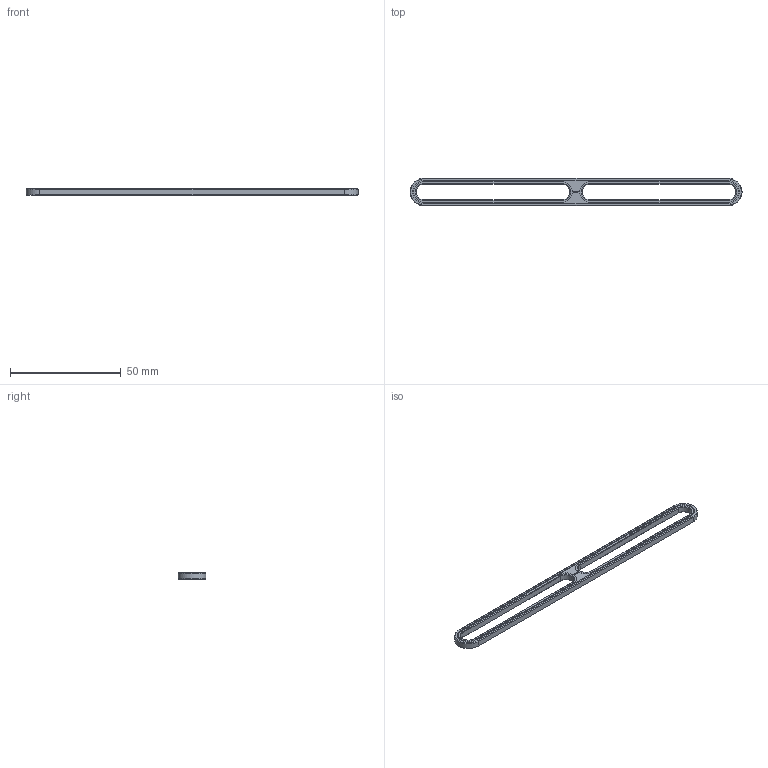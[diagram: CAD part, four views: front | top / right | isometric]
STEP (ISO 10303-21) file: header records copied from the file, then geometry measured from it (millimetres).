
FILE_DESCRIPTION(('FreeCAD Model'),'2;1');
FILE_NAME('Open CASCADE Shape Model','2023-01-08T23:20:36',(''),(''), 'Open CASCADE STEP processor 7.6','FreeCAD','Unknown');
FILE_SCHEMA(('AUTOMOTIVE_DESIGN { 1 0 10303 214 1 1 1 1 }'));
Length unit declared in the file: millimetre
Products named in the file (1): Brace STR SLT BE ERR BU12x01x00.25x06 - SPN-BRC-0317 (stemfie.org)
Bounding box: 150 x 12.5 x 3.12 mm (x, y, z)
Volume: 2681.5 mm3; surface area: 3590.3 mm2
Topology: 1 solids, 1 shells, 549 faces, 1516 edges, 1004 vertices
Faces by surface type: plane 347, extrusion 178, cone 12, cylinder 12
Entity records: 38372 total; most frequent: CARTESIAN_POINT 9415, DIRECTION 4610, VECTOR 3767, LINE 3589, ORIENTED_EDGE 3032, PCURVE 3032, DEFINITIONAL_REPRESENTATION 3032, EDGE_CURVE 1516
